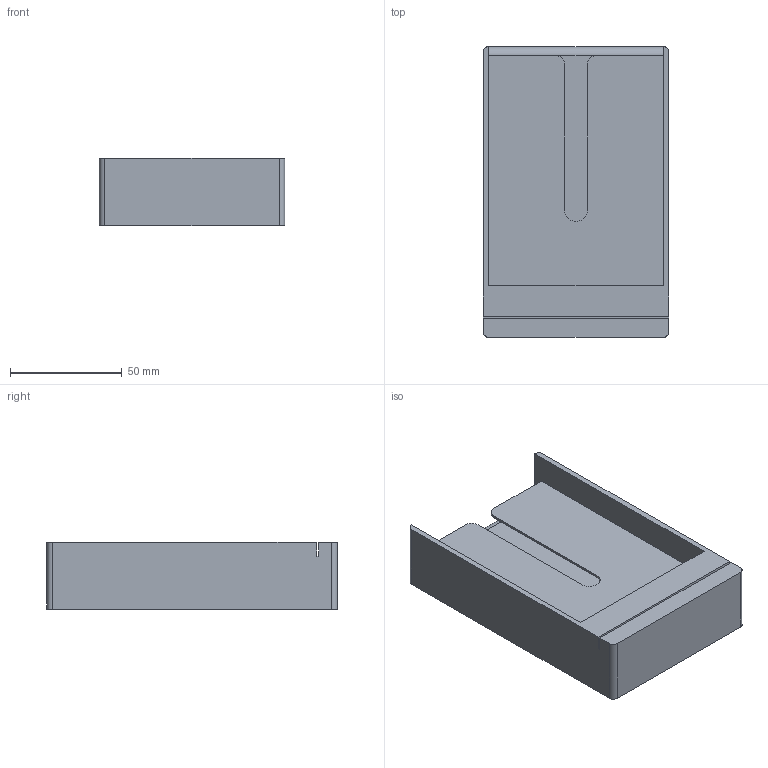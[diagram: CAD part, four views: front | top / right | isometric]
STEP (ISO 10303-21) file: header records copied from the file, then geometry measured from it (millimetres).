
FILE_DESCRIPTION(/* description */ ('STEP AP242','CAx-IF Rec.Pracs.---Representation and Presentation of Product Manufacturing Information (PMI)---4.0---2014-10-13','CAx-IF Rec.Pracs.---3D Tessellated Geometry---0.4---2014-09-14','2;1'),/* implementation_level */ '2;1');
FILE_NAME(/* name */ '6319edc6873c8a0c2c6dd2df',/* time_stamp */ '2022-09-08T13:27:34+00:00',/* author */ (''),/* organization */ (''),/* preprocessor_version */ 'ST-DEVELOPER v18.102',/* originating_system */ ' ',/* authorisation */ ' ');
FILE_SCHEMA (('AP242_MANAGED_MODEL_BASED_3D_ENGINEERING_MIM_LF { 1 0 10303 442 1 1 4 }'));
Length unit declared in the file: metre
Products named in the file (1): Part 1
Bounding box: 83 x 130 x 30 mm (x, y, z)
Volume: 142319.3 mm3; surface area: 54429.6 mm2
Topology: 1 solids, 1 shells, 29 faces, 79 edges, 52 vertices
Faces by surface type: plane 21, cylinder 8
Entity records: 935 total; most frequent: CARTESIAN_POINT 161, ORIENTED_EDGE 158, DIRECTION 155, EDGE_CURVE 79, LINE 63, VECTOR 63, VERTEX_POINT 52, AXIS2_PLACEMENT_3D 46
